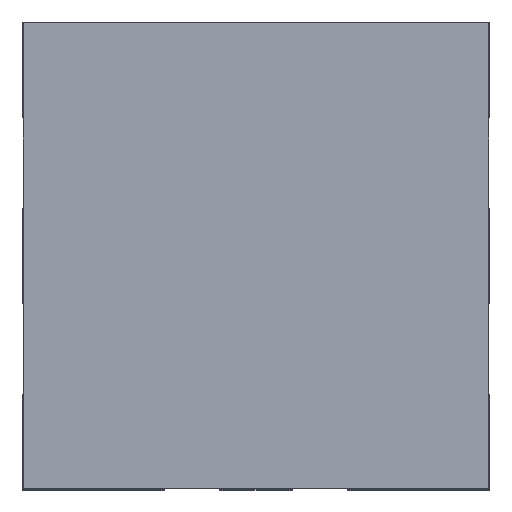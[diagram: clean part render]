
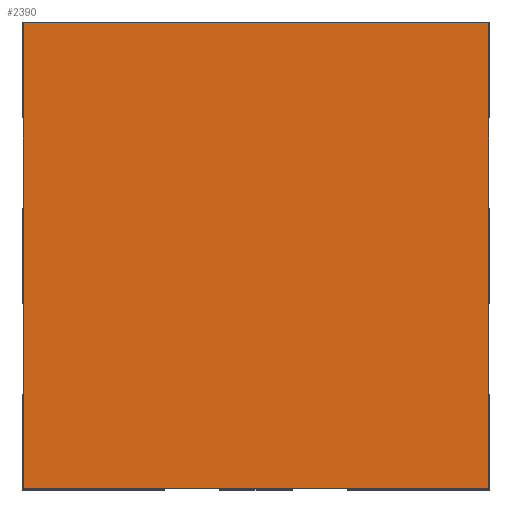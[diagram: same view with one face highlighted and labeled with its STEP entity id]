
A CAD part, top view. The second image highlights one B-rep face of the part: STEP entity #2390.
In plain terms, the highlighted planar face has unit normal (0, 0, 1).
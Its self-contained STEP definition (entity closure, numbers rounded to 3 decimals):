
#2326 = VERTEX_POINT('',#2327);
#2327 = CARTESIAN_POINT('',(-1.,-1.,0.889));
#2342 = VERTEX_POINT('',#2343);
#2343 = CARTESIAN_POINT('',(-1.,1.,0.889));
#2349 = EDGE_CURVE('',#2326,#2342,#2350,.T.);
#2350 = LINE('',#2351,#2352);
#2351 = CARTESIAN_POINT('',(-1.,-1.,0.889));
#2352 = VECTOR('',#2353,1.);
#2353 = DIRECTION('',(0.,1.,0.));
#2372 = EDGE_CURVE('',#2326,#2373,#2375,.T.);
#2373 = VERTEX_POINT('',#2374);
#2374 = CARTESIAN_POINT('',(1.,-1.,0.889));
#2375 = LINE('',#2376,#2377);
#2376 = CARTESIAN_POINT('',(-1.,-1.,0.889));
#2377 = VECTOR('',#2378,1.);
#2378 = DIRECTION('',(1.,0.,0.));
#2390 = ADVANCED_FACE('',(#2391),#2409,.T.);
#2391 = FACE_BOUND('',#2392,.T.);
#2392 = EDGE_LOOP('',(#2393,#2394,#2395,#2403));
#2393 = ORIENTED_EDGE('',*,*,#2349,.F.);
#2394 = ORIENTED_EDGE('',*,*,#2372,.T.);
#2395 = ORIENTED_EDGE('',*,*,#2396,.T.);
#2396 = EDGE_CURVE('',#2373,#2397,#2399,.T.);
#2397 = VERTEX_POINT('',#2398);
#2398 = CARTESIAN_POINT('',(1.,1.,0.889));
#2399 = LINE('',#2400,#2401);
#2400 = CARTESIAN_POINT('',(1.,-1.,0.889));
#2401 = VECTOR('',#2402,1.);
#2402 = DIRECTION('',(0.,1.,0.));
#2403 = ORIENTED_EDGE('',*,*,#2404,.F.);
#2404 = EDGE_CURVE('',#2342,#2397,#2405,.T.);
#2405 = LINE('',#2406,#2407);
#2406 = CARTESIAN_POINT('',(-1.,1.,0.889));
#2407 = VECTOR('',#2408,1.);
#2408 = DIRECTION('',(1.,0.,0.));
#2409 = PLANE('',#2410);
#2410 = AXIS2_PLACEMENT_3D('',#2411,#2412,#2413);
#2411 = CARTESIAN_POINT('',(-1.,-1.,0.889));
#2412 = DIRECTION('',(0.,0.,1.));
#2413 = DIRECTION('',(1.,0.,0.));
